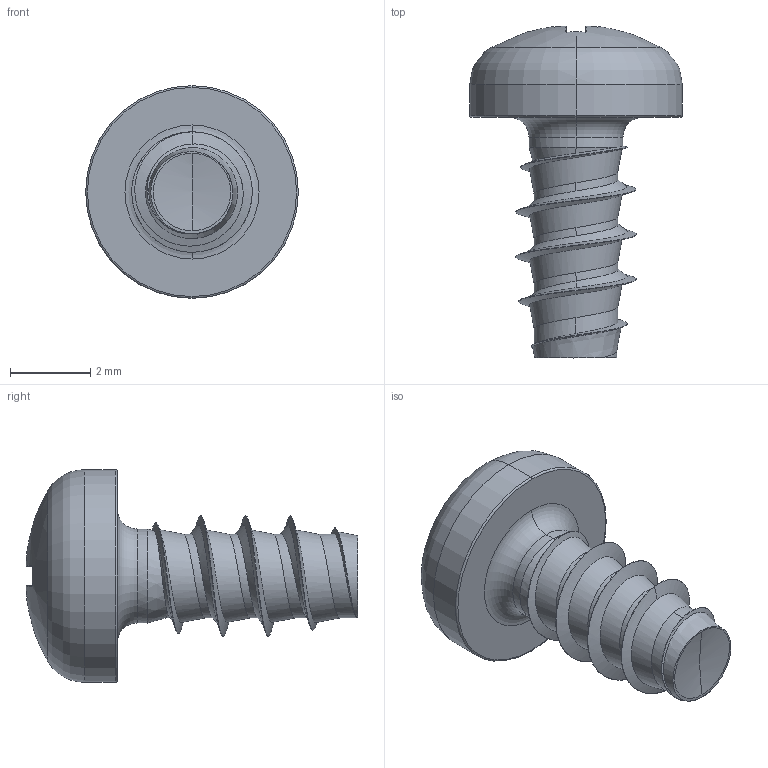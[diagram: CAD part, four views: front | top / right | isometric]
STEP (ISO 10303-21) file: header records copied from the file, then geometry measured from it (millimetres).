
FILE_DESCRIPTION (( 'STEP AP203' ), '1' );
FILE_NAME ('STP220300060.STEP', '2017-08-15T02:43:45', ( '' ), ( '' ), 'SwSTEP 2.0', 'SolidWorks 2015', '' );
FILE_SCHEMA (( 'CONFIG_CONTROL_DESIGN' ));
Length unit declared in the file: millimetre
Products named in the file (1): STP220300060
Bounding box: 5.3 x 8.27 x 5.3 mm (x, y, z)
Volume: 62.2 mm3; surface area: 133.5 mm2
Topology: 1 solids, 1 shells, 178 faces, 419 edges, 243 vertices
Faces by surface type: bspline 55, cylinder 36, plane 30, torus 28, sphere 20, cone 9
Entity records: 12807 total; most frequent: CARTESIAN_POINT 9097, ORIENTED_EDGE 834, DIRECTION 693, EDGE_CURVE 417, AXIS2_PLACEMENT_3D 306, VERTEX_POINT 243, CIRCLE 182, EDGE_LOOP 180
